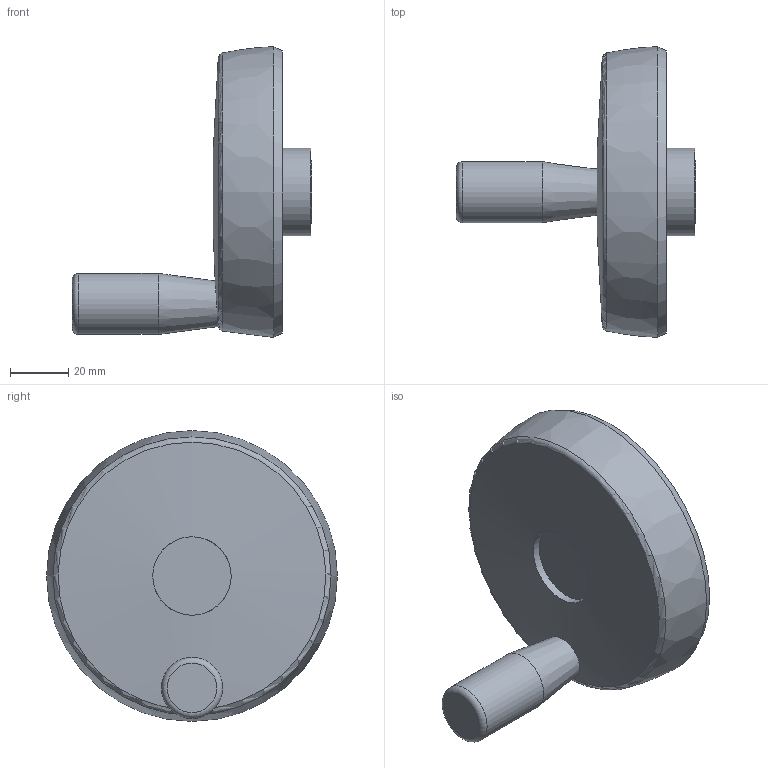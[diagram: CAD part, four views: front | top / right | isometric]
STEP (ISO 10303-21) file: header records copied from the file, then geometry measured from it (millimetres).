
FILE_DESCRIPTION(/* description */ (''),/* implementation_level */ '2;1');
FILE_NAME(/* name */ 'EDH100R.dxf',/* time_stamp */ '2012-11-23T15:39:07+08:00',/* author */ (''),/* organization */ (''),/* preprocessor_version */ 'ST-DEVELOPER v9',/* originating_system */ 'UGS - NX 4.0',/* authorisation */ '');
FILE_SCHEMA (('CONFIG_CONTROL_DESIGN'));
Length unit declared in the file: millimetre
Products named in the file (1): Admi940Axjwv
Bounding box: 82.25 x 100 x 100 mm (x, y, z)
Volume: 103046.4 mm3; surface area: 34023 mm2
Topology: 1 solids, 1 shells, 67 faces, 169 edges, 110 vertices
Faces by surface type: cylinder 49, plane 10, cone 4, torus 2, sphere 1, bspline 1
Full cylindrical faces by diameter (mm): 4 x1, 10 x2, 17 x1, 21 x1, 22 x1, 27 x1, 30 x1
Entity records: 2069 total; most frequent: CARTESIAN_POINT 437, DIRECTION 342, ORIENTED_EDGE 296, AXIS2_PLACEMENT_3D 150, EDGE_CURVE 148, VERTEX_POINT 105, EDGE_LOOP 89, CIRCLE 83
